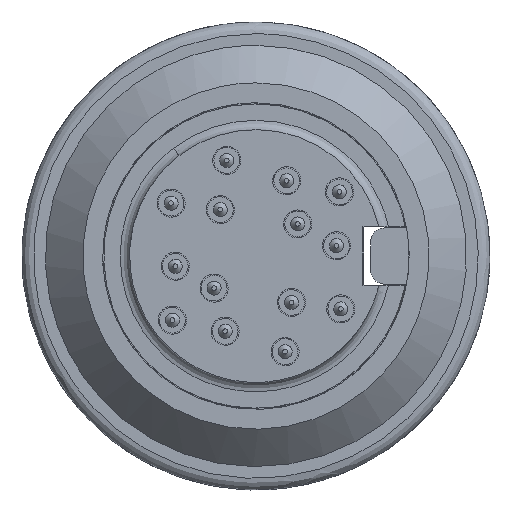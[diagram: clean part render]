
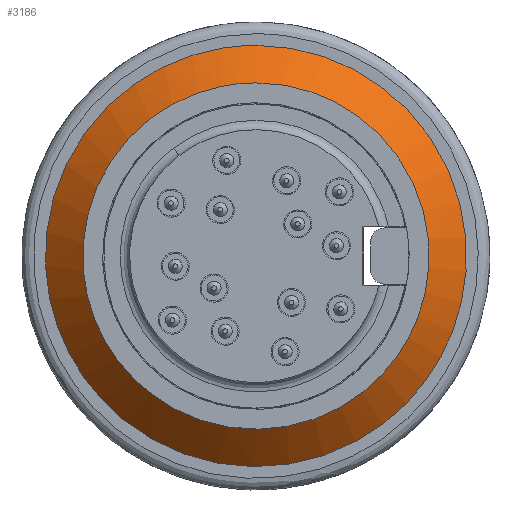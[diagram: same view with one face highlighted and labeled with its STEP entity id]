
A CAD part, front view. The second image highlights one B-rep face of the part: STEP entity #3186.
In plain terms, the highlighted free-form (B-spline) face has degree [2, 1] with [7, 2] control points.
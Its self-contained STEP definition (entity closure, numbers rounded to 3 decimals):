
#3107=CARTESIAN_POINT('V51',(84.079,-88.848,
   7.4));
#3108=VERTEX_POINT('V51',#3107);
#3116=CARTESIAN_POINT('E72',(84.079,-88.848,
   7.4));
#3117=CARTESIAN_POINT('E72',(96.896,-88.848,
   7.4));
#3118=CARTESIAN_POINT('E72',(90.488,-88.848,
   -3.7));
#3119=CARTESIAN_POINT('E72',(84.079,-88.848,
   -14.8));
#3120=CARTESIAN_POINT('E72',(77.671,-88.848,
   -3.7));
#3121=CARTESIAN_POINT('E72',(71.262,-88.848,
   7.4));
#3122=CARTESIAN_POINT('E72',(84.079,-88.848,
   7.4));
#3130=(BOUNDED_CURVE()B_SPLINE_CURVE(2,(#3116,#3117,#3118,#3119,
   #3120,#3121,#3122),.CIRCULAR_ARC.,.T.,.U.)
   B_SPLINE_CURVE_WITH_KNOTS((3,2,2,3),(0.0,12.554,
   25.107,37.661),.UNSPECIFIED.)CURVE()
   GEOMETRIC_REPRESENTATION_ITEM()RATIONAL_B_SPLINE_CURVE((1.0,
   0.5,1.0,0.5,1.0,0.5,1.0)
   )REPRESENTATION_ITEM('E72'));
#3131=EDGE_CURVE('E72',#3108,#3108,#3130,.T.);
#3136=CARTESIAN_POINT('F25',(84.079,-88.848,
   7.4));
#3137=CARTESIAN_POINT('F25',(96.896,-88.848,
   7.4));
#3138=CARTESIAN_POINT('F25',(90.488,-88.848,
   -3.7));
#3139=CARTESIAN_POINT('F25',(84.079,-88.848,
   -14.8));
#3140=CARTESIAN_POINT('F25',(77.671,-88.848,
   -3.7));
#3141=CARTESIAN_POINT('F25',(71.262,-88.848,
   7.4));
#3142=CARTESIAN_POINT('F25',(84.079,-88.848,
   7.4));
#3143=CARTESIAN_POINT('F25',(84.079,-87.248,
   9.0));
#3144=CARTESIAN_POINT('F25',(99.668,-87.248,
   9.0));
#3145=CARTESIAN_POINT('F25',(91.873,-87.248,
   -4.5));
#3146=CARTESIAN_POINT('F25',(84.079,-87.248,
   -18.0));
#3147=CARTESIAN_POINT('F25',(76.285,-87.248,
   -4.5));
#3148=CARTESIAN_POINT('F25',(68.491,-87.248,
   9.0));
#3149=CARTESIAN_POINT('F25',(84.079,-87.248,
   9.0));
#3157=(BOUNDED_SURFACE()B_SPLINE_SURFACE(2,1,((#3136,#3143),(
   #3137,#3144),(#3138,#3145),(#3139,#3146),(#3140,#3147),(
   #3141,#3148),(#3142,#3149)),.CONICAL_SURF.,.T.,.F.,.U.)
   B_SPLINE_SURFACE_WITH_KNOTS((3,2,2,3),(2,2),(0.0,
   12.554,25.107,37.661),(0.0,
   1.0),.UNSPECIFIED.)GEOMETRIC_REPRESENTATION_ITEM()
   RATIONAL_B_SPLINE_SURFACE(((1.0,1.0),(0.5,
   0.5),(1.0,1.0),(0.5,
   0.5),(1.0,1.0),(0.5,
   0.5),(1.0,1.0)))REPRESENTATION_ITEM('F25')SURFACE(
   ));
#3158=CARTESIAN_POINT('V50',(84.079,-87.248,
   9.0));
#3159=VERTEX_POINT('V50',#3158);
#3160=CARTESIAN_POINT('E71',(84.079,-87.248,
   9.0));
#3161=CARTESIAN_POINT('E71',(84.079,-88.848,
   7.4));
#3162=QUASI_UNIFORM_CURVE('E71',1,(#3160,#3161),.POLYLINE_FORM.,.F.,
   .U.);
#3163=EDGE_CURVE('E71',#3159,#3108,#3162,.T.);
#3164=ORIENTED_EDGE('E71',*,*,#3163,.T.);
#3165=ORIENTED_EDGE('F26',*,*,#3131,.T.);
#3166=ORIENTED_EDGE('E71',*,*,#3163,.F.);
#3167=CARTESIAN_POINT('E70',(84.079,-87.248,
   9.0));
#3168=CARTESIAN_POINT('E70',(99.668,-87.248,
   9.0));
#3169=CARTESIAN_POINT('E70',(91.873,-87.248,
   -4.5));
#3170=CARTESIAN_POINT('E70',(84.079,-87.248,
   -18.0));
#3171=CARTESIAN_POINT('E70',(76.285,-87.248,
   -4.5));
#3172=CARTESIAN_POINT('E70',(68.491,-87.248,
   9.0));
#3173=CARTESIAN_POINT('E70',(84.079,-87.248,
   9.0));
#3181=(BOUNDED_CURVE()B_SPLINE_CURVE(2,(#3167,#3168,#3169,#3170,
   #3171,#3172,#3173),.CIRCULAR_ARC.,.T.,.U.)
   B_SPLINE_CURVE_WITH_KNOTS((3,2,2,3),(0.0,13.555,
   27.11,40.666),.UNSPECIFIED.)CURVE()
   GEOMETRIC_REPRESENTATION_ITEM()RATIONAL_B_SPLINE_CURVE((1.0,
   0.5,1.0,0.5,1.0,0.5,1.0)
   )REPRESENTATION_ITEM('E70'));
#3182=EDGE_CURVE('E70',#3159,#3159,#3181,.T.);
#3183=ORIENTED_EDGE('E70',*,*,#3182,.F.);
#3184=EDGE_LOOP('F25',(#3164,#3165,#3166,#3183));
#3185=FACE_OUTER_BOUND('F25',#3184,.T.);
#3186=ADVANCED_FACE('F25',(#3185),#3157,.T.);
